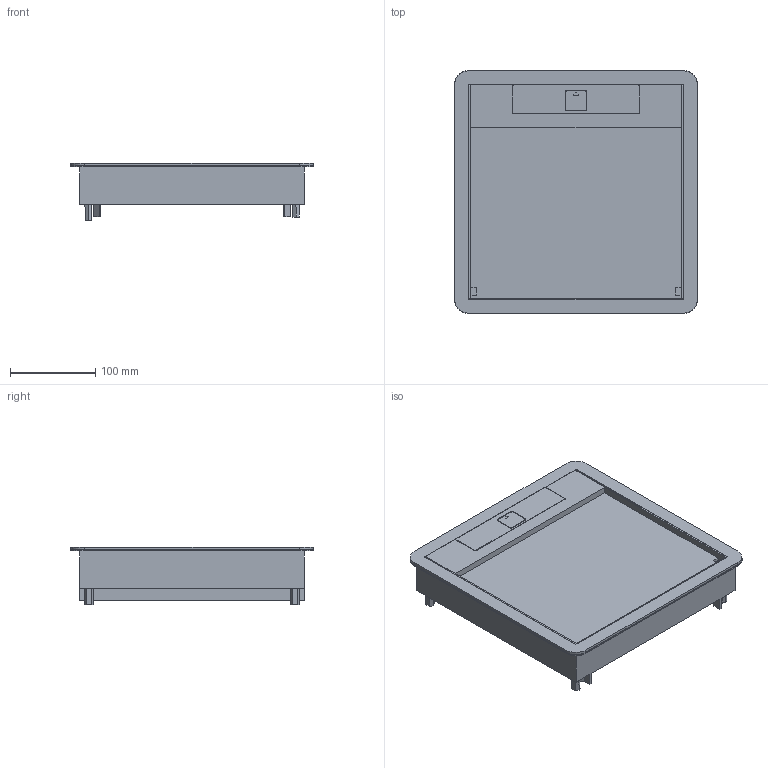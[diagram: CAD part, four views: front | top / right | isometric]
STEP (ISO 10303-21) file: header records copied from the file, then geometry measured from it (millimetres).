
FILE_DESCRIPTION(('CATIA V5 STEP Exchange','CAx-IF Rec.Pracs.--- Composite Materials ---3.4---2017-06-13'),'2;1');
FILE_NAME('LG-080735-S-closed.stp','2025-05-02T15:15:36+00:00',('none'),('none'),'CATIA Version 5-6 Release 2020','CATIA V5 STEP AP203 v1','none');
FILE_SCHEMA(('CONFIG_CONTROL_DESIGN'));
Length unit declared in the file: millimetre
Products named in the file (2): A029389_A; A027505_A
Assembly tree (4 placements, depth 3):
  A029389_A
    #57
    #3567
    A027505_A
      #13786
Bounding box: 285 x 285 x 67.77 mm (x, y, z)
Volume: 724287.7 mm3; surface area: 482742.4 mm2
Topology: 3 solids, 3 shells, 618 faces, 1841 edges, 1211 vertices
Faces by surface type: plane 493, cylinder 117, extrusion 8
Entity records: 19407 total; most frequent: ORIENTED_EDGE 3682, CARTESIAN_POINT 3512, DIRECTION 2615, EDGE_CURVE 1841, VECTOR 1549, LINE 1541, VERTEX_POINT 1211, EDGE_LOOP 684
